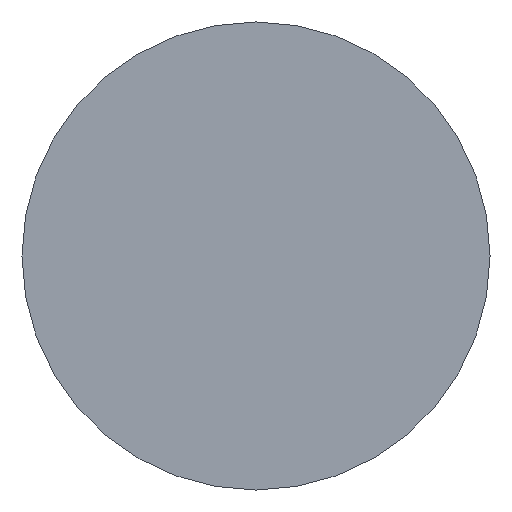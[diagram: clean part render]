
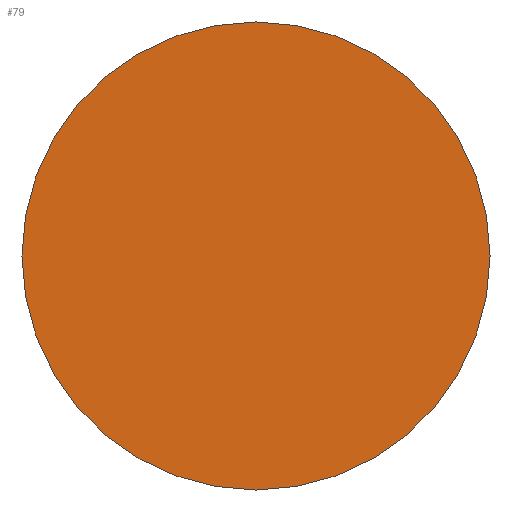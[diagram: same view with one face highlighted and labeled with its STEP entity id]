
A CAD part, front view. The second image highlights one B-rep face of the part: STEP entity #79.
In plain terms, the highlighted planar face has unit normal (0, -1, 0).
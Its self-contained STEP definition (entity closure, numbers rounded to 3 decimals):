
#17=PLANE('',#104);
#25=FACE_OUTER_BOUND('',#31,.T.);
#31=EDGE_LOOP('',(#71));
#44=CIRCLE('',#103,3.25);
#49=VERTEX_POINT('',#148);
#57=EDGE_CURVE('',#49,#49,#44,.T.);
#71=ORIENTED_EDGE('',*,*,#57,.T.);
#79=ADVANCED_FACE('',(#25),#17,.T.);
#103=AXIS2_PLACEMENT_3D('',#150,#127,#128);
#104=AXIS2_PLACEMENT_3D('',#151,#129,#130);
#127=DIRECTION('center_axis',(0.,-1.,0.));
#128=DIRECTION('ref_axis',(1.,0.,0.));
#129=DIRECTION('center_axis',(0.,-1.,0.));
#130=DIRECTION('ref_axis',(1.,0.,0.));
#148=CARTESIAN_POINT('',(-17.918,6.22,-26.137));
#150=CARTESIAN_POINT('Origin',(-14.668,6.22,-26.137));
#151=CARTESIAN_POINT('Origin',(-14.668,6.22,-26.137));
